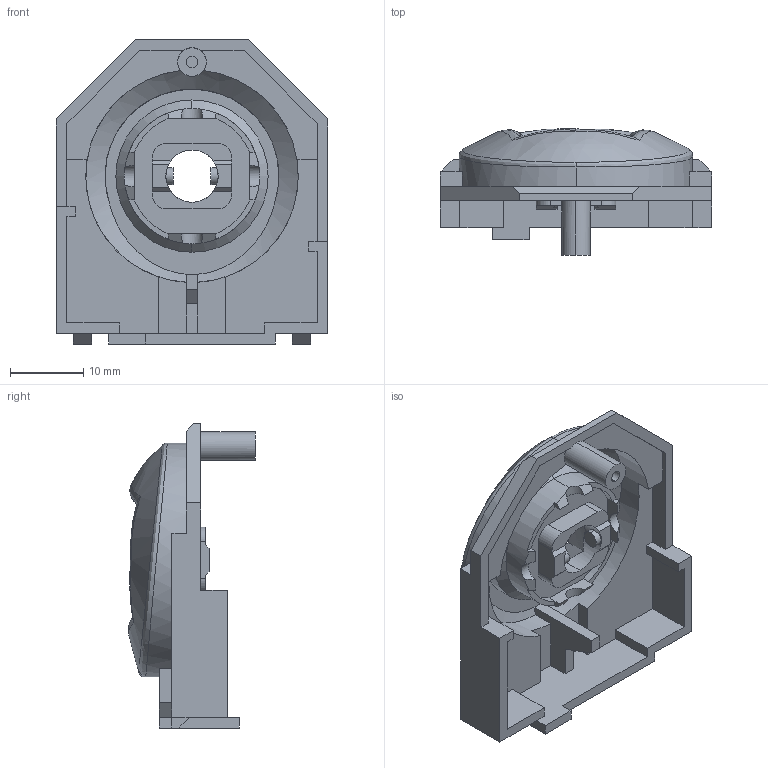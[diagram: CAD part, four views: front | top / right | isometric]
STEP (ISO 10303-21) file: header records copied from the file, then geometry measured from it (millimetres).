
FILE_DESCRIPTION (( 'STEP AP203' ), '1' );
FILE_NAME ('housing top.STEP', '2019-07-12T18:19:44', ( '' ), ( '' ), 'SwSTEP 2.0', 'SolidWorks 2018', '' );
FILE_SCHEMA (( 'CONFIG_CONTROL_DESIGN' ));
Length unit declared in the file: millimetre
Products named in the file (1): housing top
Bounding box: 37.15 x 17.39 x 41.65 mm (x, y, z)
Volume: 4708.4 mm3; surface area: 6025.7 mm2
Topology: 1 solids, 1 shells, 172 faces, 474 edges, 308 vertices
Faces by surface type: plane 119, cylinder 30, bspline 20, cone 3
Entity records: 9893 total; most frequent: CARTESIAN_POINT 5628, ORIENTED_EDGE 948, DIRECTION 759, EDGE_CURVE 474, LINE 323, VECTOR 323, VERTEX_POINT 308, AXIS2_PLACEMENT_3D 218
